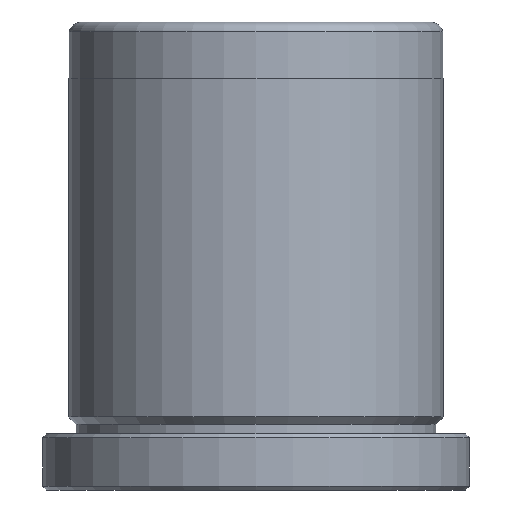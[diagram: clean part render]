
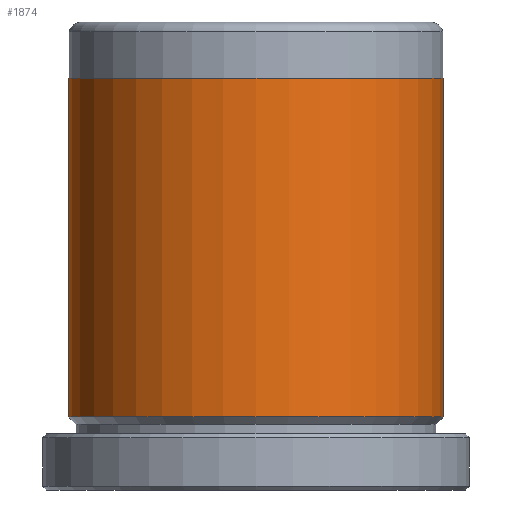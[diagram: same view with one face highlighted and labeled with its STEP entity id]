
A CAD part, front view. The second image highlights one B-rep face of the part: STEP entity #1874.
In plain terms, the highlighted cylindrical face has radius 10 mm (diameter 20 mm), a partial arc.
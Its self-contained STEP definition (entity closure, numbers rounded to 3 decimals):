
#676 = EDGE_LOOP ( 'NONE', ( #5314, #3644, #760, #4117 ) ) ;
#760 = ORIENTED_EDGE ( 'NONE', *, *, #6175, .T. ) ;
#1135 = CARTESIAN_POINT ( 'NONE',  ( 10., 0., 3.9 ) ) ;
#1284 = DIRECTION ( 'NONE',  ( 0., 0., -1. ) ) ;
#1314 = CARTESIAN_POINT ( 'NONE',  ( 10., 0., 25. ) ) ;
#1327 = DIRECTION ( 'NONE',  ( 0., 0., 1. ) ) ;
#1424 = CARTESIAN_POINT ( 'NONE',  ( -10., 0., 22. ) ) ;
#1874 = ADVANCED_FACE ( 'NONE', ( #7982 ), #7967, .T. ) ;
#1979 = CIRCLE ( 'NONE', #2324, 10. ) ;
#2310 = CIRCLE ( 'NONE', #8247, 10. ) ;
#2324 = AXIS2_PLACEMENT_3D ( 'NONE', #5703, #1327, #6365 ) ;
#2454 = VERTEX_POINT ( 'NONE', #5076 ) ;
#2623 = CARTESIAN_POINT ( 'NONE',  ( -10., 0., 25. ) ) ;
#2786 = DIRECTION ( 'NONE',  ( 0., 0., -1. ) ) ;
#3212 = AXIS2_PLACEMENT_3D ( 'NONE', #5406, #5517, #5506 ) ;
#3644 = ORIENTED_EDGE ( 'NONE', *, *, #8842, .F. ) ;
#4117 = ORIENTED_EDGE ( 'NONE', *, *, #8373, .F. ) ;
#4265 = CARTESIAN_POINT ( 'NONE',  ( 0., 0., 3.9 ) ) ;
#4512 = VECTOR ( 'NONE', #2786, 1000. ) ;
#4573 = LINE ( 'NONE', #2623, #4512 ) ;
#4593 = EDGE_CURVE ( 'NONE', #8249, #8747, #6002, .T. ) ;
#4990 = DIRECTION ( 'NONE',  ( -1., 0., 0. ) ) ;
#5076 = CARTESIAN_POINT ( 'NONE',  ( -10., 0., 3.9 ) ) ;
#5314 = ORIENTED_EDGE ( 'NONE', *, *, #4593, .F. ) ;
#5332 = CARTESIAN_POINT ( 'NONE',  ( 10., 0., 22. ) ) ;
#5406 = CARTESIAN_POINT ( 'NONE',  ( 0., 0., 25. ) ) ;
#5506 = DIRECTION ( 'NONE',  ( -1., 0., 0. ) ) ;
#5517 = DIRECTION ( 'NONE',  ( 0., 0., -1. ) ) ;
#5703 = CARTESIAN_POINT ( 'NONE',  ( 0., 0., 22. ) ) ;
#5961 = VECTOR ( 'NONE', #1284, 1000. ) ;
#6002 = LINE ( 'NONE', #1314, #5961 ) ;
#6175 = EDGE_CURVE ( 'NONE', #8906, #2454, #4573, .T. ) ;
#6365 = DIRECTION ( 'NONE',  ( 1., 0., 0. ) ) ;
#7967 = CYLINDRICAL_SURFACE ( 'NONE', #3212, 10. ) ;
#7982 = FACE_OUTER_BOUND ( 'NONE', #676, .T. ) ;
#8247 = AXIS2_PLACEMENT_3D ( 'NONE', #4265, #9002, #4990 ) ;
#8249 = VERTEX_POINT ( 'NONE', #5332 ) ;
#8373 = EDGE_CURVE ( 'NONE', #8747, #2454, #2310, .T. ) ;
#8747 = VERTEX_POINT ( 'NONE', #1135 ) ;
#8842 = EDGE_CURVE ( 'NONE', #8906, #8249, #1979, .T. ) ;
#8906 = VERTEX_POINT ( 'NONE', #1424 ) ;
#9002 = DIRECTION ( 'NONE',  ( 0., 0., -1. ) ) ;
